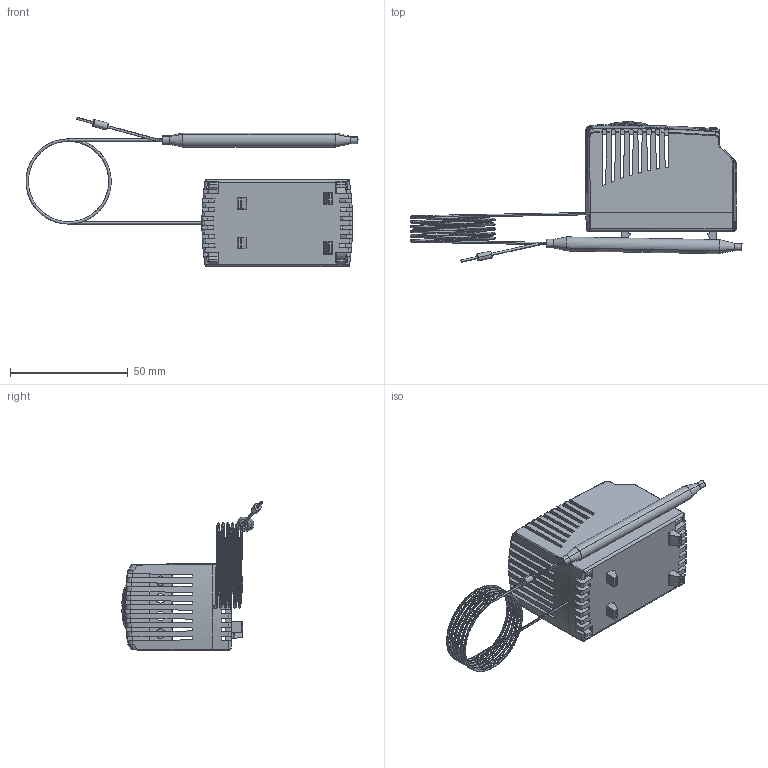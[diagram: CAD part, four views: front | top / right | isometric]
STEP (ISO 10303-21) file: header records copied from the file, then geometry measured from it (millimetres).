
FILE_DESCRIPTION (( 'STEP AP214' ), '1' );
FILE_NAME ('3150-0061-02-30.STEP', '2021-12-08T08:53:05', ( '' ), ( '' ), 'SwSTEP 2.0', 'SolidWorks 2019', '' );
FILE_SCHEMA (( 'AUTOMOTIVE_DESIGN' ));
Length unit declared in the file: millimetre
Products named in the file (1): 3150-0061-02-30
Bounding box: 141.1 x 59.82 x 63.46 mm (x, y, z)
Volume: 25387.2 mm3; surface area: 33158.4 mm2
Topology: 6 solids, 6 shells, 944 faces, 2850 edges, 1848 vertices
Faces by surface type: plane 374, bspline 325, cylinder 161, cone 80, torus 4
Entity records: 101342 total; most frequent: CARTESIAN_POINT 78995, ORIENTED_EDGE 5688, DIRECTION 2958, EDGE_CURVE 2844, VERTEX_POINT 1848, B_SPLINE_CURVE_WITH_KNOTS 1273, LINE 1102, VECTOR 1102
